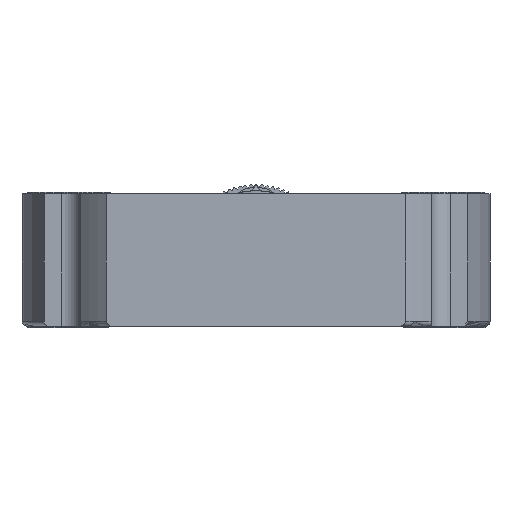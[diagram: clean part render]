
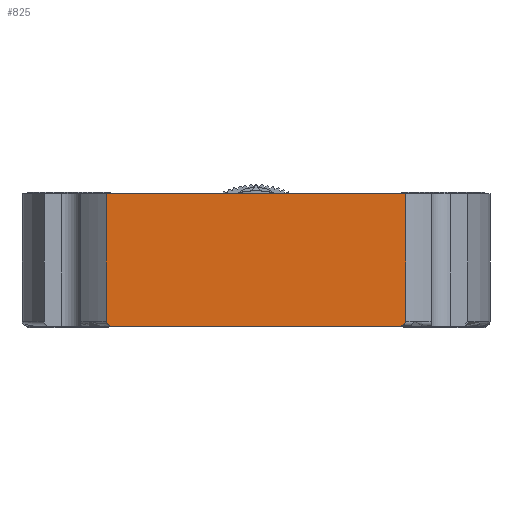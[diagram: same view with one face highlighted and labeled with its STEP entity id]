
A CAD part, front view. The second image highlights one B-rep face of the part: STEP entity #825.
In plain terms, the highlighted planar face has unit normal (0, -1, 0).
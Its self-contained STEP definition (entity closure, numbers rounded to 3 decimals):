
#10 = CARTESIAN_POINT ( 'NONE',  ( -14.767, -18.3, -8.368 ) ) ;
#111 = CARTESIAN_POINT ( 'NONE',  ( -15.217, -18.3, 5.1 ) ) ;
#463 = PLANE ( 'NONE',  #11376 ) ;
#825 = ADVANCED_FACE ( 'NONE', ( #4250 ), #463, .F. ) ;
#1007 = CARTESIAN_POINT ( 'NONE',  ( -15.217, -18.3, -8.4 ) ) ;
#1190 = CARTESIAN_POINT ( 'NONE',  ( -14.422, -18.3, -8.4 ) ) ;
#1303 = CARTESIAN_POINT ( 'NONE',  ( -15.217, -18.3, 5.1 ) ) ;
#1313 = EDGE_CURVE ( 'NONE', #5644, #11942, #13779, .T. ) ;
#1691 = DIRECTION ( 'NONE',  ( 0., 0., -1. ) ) ;
#1980 = VERTEX_POINT ( 'NONE', #5450 ) ;
#2435 = LINE ( 'NONE', #13504, #14707 ) ;
#3546 = ORIENTED_EDGE ( 'NONE', *, *, #12705, .F. ) ;
#3646 = ORIENTED_EDGE ( 'NONE', *, *, #1313, .F. ) ;
#4093 = CARTESIAN_POINT ( 'NONE',  ( 14.76, -18.3, -8.357 ) ) ;
#4250 = FACE_OUTER_BOUND ( 'NONE', #5583, .T. ) ;
#4461 = DIRECTION ( 'NONE',  ( 1., 0., 0. ) ) ;
#4661 = CARTESIAN_POINT ( 'NONE',  ( -15.217, -18.3, -7.9 ) ) ;
#4862 = DIRECTION ( 'NONE',  ( 0., 1., 0. ) ) ;
#5224 = CARTESIAN_POINT ( 'NONE',  ( 14.508, -18.3, -8.4 ) ) ;
#5276 = CARTESIAN_POINT ( 'NONE',  ( 14.996, -18.3, -8.253 ) ) ;
#5450 = CARTESIAN_POINT ( 'NONE',  ( -15.217, -18.3, -7.9 ) ) ;
#5583 = EDGE_LOOP ( 'NONE', ( #8923, #6922, #3546, #3646, #13458, #13888 ) ) ;
#5644 = VERTEX_POINT ( 'NONE', #111 ) ;
#5820 = CARTESIAN_POINT ( 'NONE',  ( 15.217, -18.3, 5.1 ) ) ;
#5829 = CARTESIAN_POINT ( 'NONE',  ( -15.18, -18.3, -8.069 ) ) ;
#6029 = CARTESIAN_POINT ( 'NONE',  ( -15.217, -18.3, 5.1 ) ) ;
#6143 = EDGE_CURVE ( 'NONE', #10071, #11516, #14990, .T. ) ;
#6196 = VECTOR ( 'NONE', #10454, 1000. ) ;
#6482 = CARTESIAN_POINT ( 'NONE',  ( 15.179, -18.3, -8.071 ) ) ;
#6922 = ORIENTED_EDGE ( 'NONE', *, *, #11845, .T. ) ;
#7042 = CARTESIAN_POINT ( 'NONE',  ( -14.997, -18.3, -8.253 ) ) ;
#7457 = VECTOR ( 'NONE', #10635, 1000. ) ;
#7703 = CARTESIAN_POINT ( 'NONE',  ( 15.217, -18.3, -7.9 ) ) ;
#8027 = CARTESIAN_POINT ( 'NONE',  ( 15.217, -18.3, -7.9 ) ) ;
#8253 = CARTESIAN_POINT ( 'NONE',  ( -14.595, -18.3, -8.4 ) ) ;
#8674 = EDGE_CURVE ( 'NONE', #5644, #1980, #2435, .T. ) ;
#8923 = ORIENTED_EDGE ( 'NONE', *, *, #6143, .T. ) ;
#9078 = CARTESIAN_POINT ( 'NONE',  ( 15.217, -18.3, 5.1 ) ) ;
#9239 = EDGE_CURVE ( 'NONE', #1980, #10071, #11878, .T. ) ;
#10071 = VERTEX_POINT ( 'NONE', #10240 ) ;
#10240 = CARTESIAN_POINT ( 'NONE',  ( -14.422, -18.3, -8.4 ) ) ;
#10454 = DIRECTION ( 'NONE',  ( 1., 0., 0. ) ) ;
#10587 = CARTESIAN_POINT ( 'NONE',  ( -15.217, -18.3, -7.987 ) ) ;
#10625 = VECTOR ( 'NONE', #4461, 1000. ) ;
#10633 = LINE ( 'NONE', #5820, #7457 ) ;
#10635 = DIRECTION ( 'NONE',  ( 0., 0., -1. ) ) ;
#11206 = CARTESIAN_POINT ( 'NONE',  ( 14.593, -18.3, -8.392 ) ) ;
#11376 = AXIS2_PLACEMENT_3D ( 'NONE', #6029, #4862, #11957 ) ;
#11516 = VERTEX_POINT ( 'NONE', #14001 ) ;
#11534 = B_SPLINE_CURVE_WITH_KNOTS ( 'NONE', 3,
 ( #12354, #5224, #11206, #4093, #12401, #5276, #13620, #6482, #14834, #7703 ),
 .UNSPECIFIED., .F., .F.,
 ( 4, 2, 2, 2, 4 ),
 ( 0., 0., 0.001, 0.001, 0.001 ),
 .UNSPECIFIED. ) ;
#11845 = EDGE_CURVE ( 'NONE', #11516, #15138, #11534, .T. ) ;
#11878 = B_SPLINE_CURVE_WITH_KNOTS ( 'NONE', 3,
 ( #4661, #10587, #5829, #14186, #7042, #10, #8253, #1190 ),
 .UNSPECIFIED., .F., .F.,
 ( 4, 2, 2, 4 ),
 ( 0., 0., 0.001, 0.001 ),
 .UNSPECIFIED. ) ;
#11942 = VERTEX_POINT ( 'NONE', #9078 ) ;
#11957 = DIRECTION ( 'NONE',  ( -1., 0., 0. ) ) ;
#12354 = CARTESIAN_POINT ( 'NONE',  ( 14.422, -18.3, -8.4 ) ) ;
#12401 = CARTESIAN_POINT ( 'NONE',  ( 14.843, -18.3, -8.33 ) ) ;
#12705 = EDGE_CURVE ( 'NONE', #11942, #15138, #10633, .T. ) ;
#13458 = ORIENTED_EDGE ( 'NONE', *, *, #8674, .T. ) ;
#13504 = CARTESIAN_POINT ( 'NONE',  ( -15.217, -18.3, 5.1 ) ) ;
#13620 = CARTESIAN_POINT ( 'NONE',  ( 15.068, -18.3, -8.202 ) ) ;
#13779 = LINE ( 'NONE', #1303, #10625 ) ;
#13888 = ORIENTED_EDGE ( 'NONE', *, *, #9239, .T. ) ;
#14001 = CARTESIAN_POINT ( 'NONE',  ( 14.422, -18.3, -8.4 ) ) ;
#14186 = CARTESIAN_POINT ( 'NONE',  ( -15.068, -18.3, -8.202 ) ) ;
#14707 = VECTOR ( 'NONE', #1691, 1000. ) ;
#14834 = CARTESIAN_POINT ( 'NONE',  ( 15.217, -18.3, -7.987 ) ) ;
#14990 = LINE ( 'NONE', #1007, #6196 ) ;
#15138 = VERTEX_POINT ( 'NONE', #8027 ) ;
